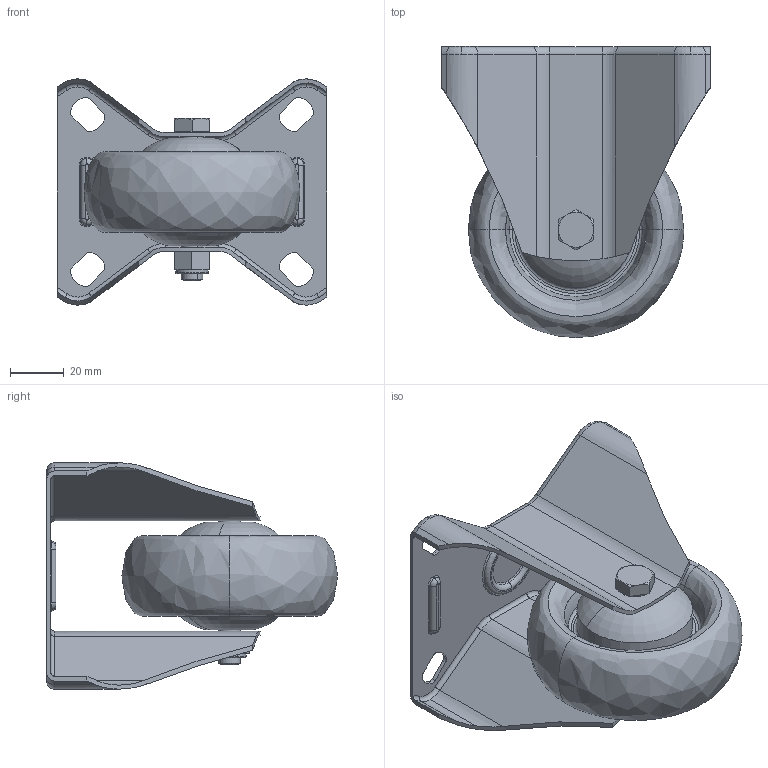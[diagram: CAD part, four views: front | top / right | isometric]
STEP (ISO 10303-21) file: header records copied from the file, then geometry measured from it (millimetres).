
FILE_DESCRIPTION (( 'STEP AP214' ), '1' );
FILE_NAME ('0025010.step', '2021-05-05T11:13:38', ( 'Windows-Benutzer' ), ( '' ), 'SwSTEP 2.0', 'SolidWorks 2020', '' );
FILE_SCHEMA (( 'AUTOMOTIVE_DESIGN' ));
Length unit declared in the file: millimetre
Products named in the file (1): 0025010
Bounding box: 100 x 108 x 84 mm (x, y, z)
Volume: 150604.5 mm3; surface area: 93555.6 mm2
Topology: 12 solids, 12 shells, 384 faces, 882 edges, 538 vertices
Faces by surface type: cylinder 140, torus 118, plane 88, cone 32, bspline 6
Entity records: 15613 total; most frequent: CARTESIAN_POINT 2265, DIRECTION 2098, ORIENTED_EDGE 1764, AXIS2_PLACEMENT_3D 907, EDGE_CURVE 882, VERTEX_POINT 538, CIRCLE 528, EDGE_LOOP 432
